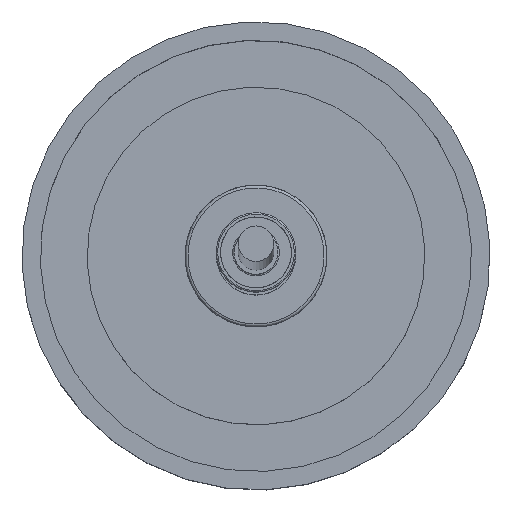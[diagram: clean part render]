
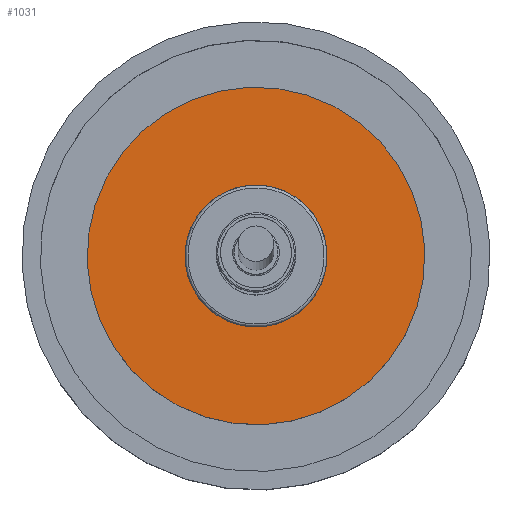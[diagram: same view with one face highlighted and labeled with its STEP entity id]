
A CAD part, top view. The second image highlights one B-rep face of the part: STEP entity #1031.
In plain terms, the highlighted face is planar.
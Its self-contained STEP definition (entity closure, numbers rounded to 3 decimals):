
#126 = ORIENTED_EDGE ( 'NONE', *, *, #382, .T. ) ;
#284 = PLANE ( 'NONE',  #1589 ) ;
#313 = DIRECTION ( 'NONE',  ( -1., 0., 0. ) ) ;
#366 = EDGE_CURVE ( 'NONE', #3531, #3261, #1308, .T. ) ;
#382 = EDGE_CURVE ( 'NONE', #3261, #3531, #2169, .T. ) ;
#384 = CARTESIAN_POINT ( 'NONE',  ( -11.9, 0., 0. ) ) ;
#441 = EDGE_LOOP ( 'NONE', ( #126, #691 ) ) ;
#450 = AXIS2_PLACEMENT_3D ( 'NONE', #1914, #3278, #2557 ) ;
#457 = DIRECTION ( 'NONE',  ( 1., 0., 0. ) ) ;
#677 = EDGE_LOOP ( 'NONE', ( #1778, #750 ) ) ;
#691 = ORIENTED_EDGE ( 'NONE', *, *, #366, .T. ) ;
#733 = EDGE_CURVE ( 'NONE', #1783, #1647, #2174, .T. ) ;
#750 = ORIENTED_EDGE ( 'NONE', *, *, #1182, .F. ) ;
#801 = DIRECTION ( 'NONE',  ( 0., -1., 0. ) ) ;
#848 = AXIS2_PLACEMENT_3D ( 'NONE', #2013, #3160, #2941 ) ;
#1031 = ADVANCED_FACE ( 'NONE', ( #2466, #1663 ), #284, .F. ) ;
#1182 = EDGE_CURVE ( 'NONE', #1647, #1783, #1183, .T. ) ;
#1183 = CIRCLE ( 'NONE', #848, 5. ) ;
#1238 = CARTESIAN_POINT ( 'NONE',  ( 11.9, 0., 0. ) ) ;
#1262 = CARTESIAN_POINT ( 'NONE',  ( -5., 0., 0. ) ) ;
#1308 = CIRCLE ( 'NONE', #2057, 11.9 ) ;
#1374 = DIRECTION ( 'NONE',  ( 0., 1., 0. ) ) ;
#1460 = CARTESIAN_POINT ( 'NONE',  ( 5., 0., 0. ) ) ;
#1497 = DIRECTION ( 'NONE',  ( 0., -1., 0. ) ) ;
#1589 = AXIS2_PLACEMENT_3D ( 'NONE', #2504, #1374, #313 ) ;
#1647 = VERTEX_POINT ( 'NONE', #1262 ) ;
#1663 = FACE_OUTER_BOUND ( 'NONE', #441, .T. ) ;
#1778 = ORIENTED_EDGE ( 'NONE', *, *, #733, .F. ) ;
#1783 = VERTEX_POINT ( 'NONE', #1460 ) ;
#1914 = CARTESIAN_POINT ( 'NONE',  ( 0., 0., 0. ) ) ;
#2013 = CARTESIAN_POINT ( 'NONE',  ( 0., 0., 0. ) ) ;
#2057 = AXIS2_PLACEMENT_3D ( 'NONE', #3248, #801, #2718 ) ;
#2169 = CIRCLE ( 'NONE', #450, 11.9 ) ;
#2174 = CIRCLE ( 'NONE', #3418, 5. ) ;
#2466 = FACE_BOUND ( 'NONE', #677, .T. ) ;
#2504 = CARTESIAN_POINT ( 'NONE',  ( -11.9, 0., 0. ) ) ;
#2557 = DIRECTION ( 'NONE',  ( 1., 0., 0. ) ) ;
#2718 = DIRECTION ( 'NONE',  ( 1., 0., 0. ) ) ;
#2913 = CARTESIAN_POINT ( 'NONE',  ( 0., 0., 0. ) ) ;
#2941 = DIRECTION ( 'NONE',  ( 1., 0., 0. ) ) ;
#3160 = DIRECTION ( 'NONE',  ( 0., -1., 0. ) ) ;
#3248 = CARTESIAN_POINT ( 'NONE',  ( 0., 0., 0. ) ) ;
#3261 = VERTEX_POINT ( 'NONE', #1238 ) ;
#3278 = DIRECTION ( 'NONE',  ( 0., -1., 0. ) ) ;
#3418 = AXIS2_PLACEMENT_3D ( 'NONE', #2913, #1497, #457 ) ;
#3531 = VERTEX_POINT ( 'NONE', #384 ) ;
